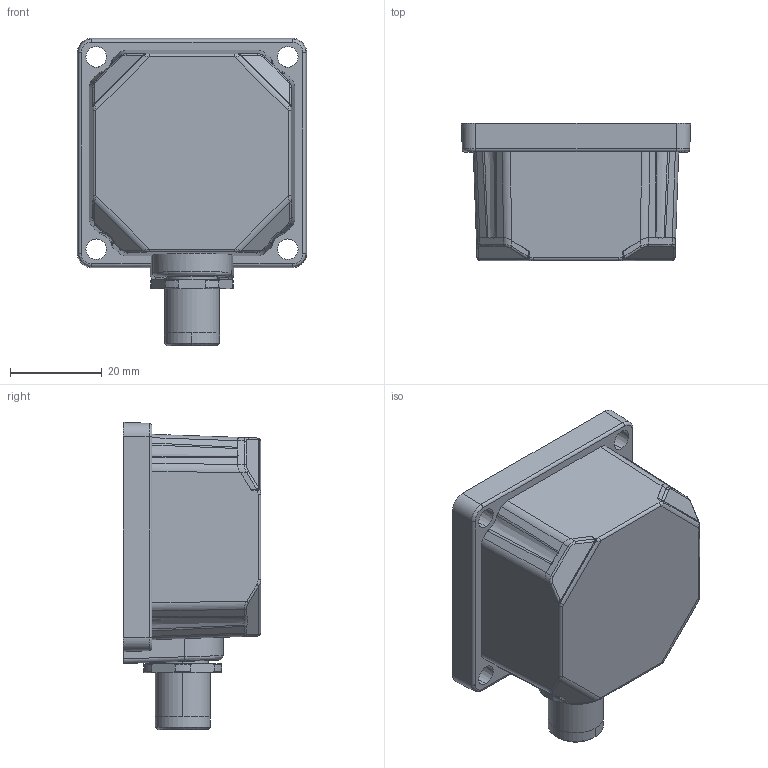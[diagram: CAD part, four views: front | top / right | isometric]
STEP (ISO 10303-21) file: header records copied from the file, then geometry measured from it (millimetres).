
FILE_DESCRIPTION((''),'2;1');
FILE_NAME('252365_SM01_ASM','2025-10-07T13:37:16',('banengservice'),('BANNER ENGINEERING'),'CREO PARAMETRIC BY PTC INC, 2022414','CREO PARAMETRIC BY PTC INC, 2022414','');
FILE_SCHEMA(('CONFIG_CONTROL_DESIGN'));
Length unit declared in the file: millimetre
Products named in the file (2): 252365_EP01; 252365_SM01_ASM
Assembly tree (1 placements, depth 2):
  252365_SM01_ASM
    252365_EP01
Bounding box: 50 x 30 x 67 mm (x, y, z)
Surface area: 12430.1 mm2 (no closed solid volume)
Topology: 0 solids, 7 shells, 300 faces, 996 edges, 698 vertices
Faces by surface type: plane 97, cylinder 95, bspline 45, cone 28, extrusion 13, torus 12, sphere 10
Entity records: 14548 total; most frequent: CARTESIAN_POINT 6606, ORIENTED_EDGE 1734, DIRECTION 1342, EDGE_CURVE 986, VERTEX_POINT 698, VECTOR 450, AXIS2_PLACEMENT_3D 446, LINE 437
